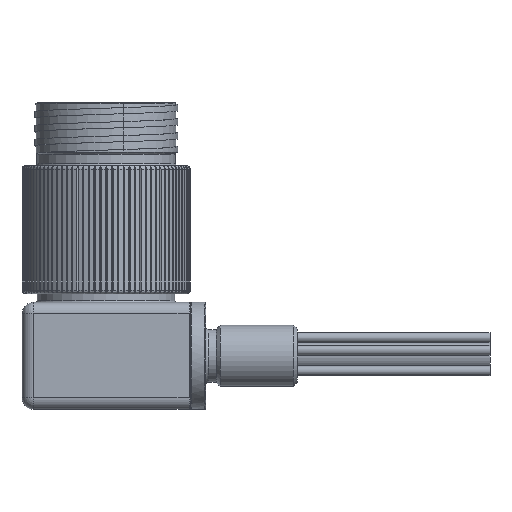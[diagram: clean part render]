
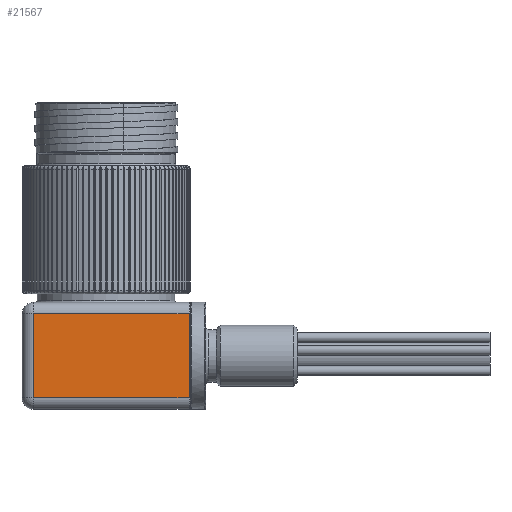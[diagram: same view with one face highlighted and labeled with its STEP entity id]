
A CAD part, left-side view. The second image highlights one B-rep face of the part: STEP entity #21567.
In plain terms, the highlighted planar face has unit normal (-1, 0, 0).
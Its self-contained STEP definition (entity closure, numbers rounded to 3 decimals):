
#603=PLANE('',#23164);
#2332=FACE_OUTER_BOUND('',#3563,.T.);
#3563=EDGE_LOOP('',(#15644,#15645,#15646,#15647));
#5933=LINE('',#36740,#7178);
#5942=LINE('',#37383,#7187);
#5949=LINE('',#37408,#7194);
#5952=LINE('',#37412,#7197);
#7178=VECTOR('',#26595,1000.);
#7187=VECTOR('',#26630,1000.);
#7194=VECTOR('',#26661,1000.);
#7197=VECTOR('',#26666,1000.);
#8808=VERTEX_POINT('',#36719);
#8811=VERTEX_POINT('',#36726);
#8821=VERTEX_POINT('',#37374);
#8828=VERTEX_POINT('',#37401);
#11265=EDGE_CURVE('',#8811,#8808,#5933,.T.);
#11291=EDGE_CURVE('',#8821,#8811,#5942,.T.);
#11304=EDGE_CURVE('',#8808,#8828,#5949,.T.);
#11307=EDGE_CURVE('',#8828,#8821,#5952,.T.);
#15644=ORIENTED_EDGE('',*,*,#11291,.T.);
#15645=ORIENTED_EDGE('',*,*,#11265,.T.);
#15646=ORIENTED_EDGE('',*,*,#11304,.T.);
#15647=ORIENTED_EDGE('',*,*,#11307,.T.);
#21567=ADVANCED_FACE('',(#2332),#603,.T.);
#23164=AXIS2_PLACEMENT_3D('',#37423,#26681,#26682);
#26595=DIRECTION('',(0.,0.,1.));
#26630=DIRECTION('',(0.,-1.,0.));
#26661=DIRECTION('',(0.,1.,0.));
#26666=DIRECTION('',(0.,0.,-1.));
#26681=DIRECTION('center_axis',(-1.,0.,0.));
#26682=DIRECTION('ref_axis',(0.,0.,1.));
#36719=CARTESIAN_POINT('',(-17.463,-17.209,19.837));
#36726=CARTESIAN_POINT('',(-17.463,-17.209,2.388));
#36740=CARTESIAN_POINT('',(-17.463,-17.209,38.1));
#37374=CARTESIAN_POINT('',(-17.463,15.081,2.388));
#37383=CARTESIAN_POINT('',(-17.463,-17.463,2.388));
#37401=CARTESIAN_POINT('',(-17.463,15.081,19.837));
#37408=CARTESIAN_POINT('',(-17.463,15.081,19.837));
#37412=CARTESIAN_POINT('',(-17.463,15.081,38.1));
#37423=CARTESIAN_POINT('Origin',(-17.463,0.,38.1));
